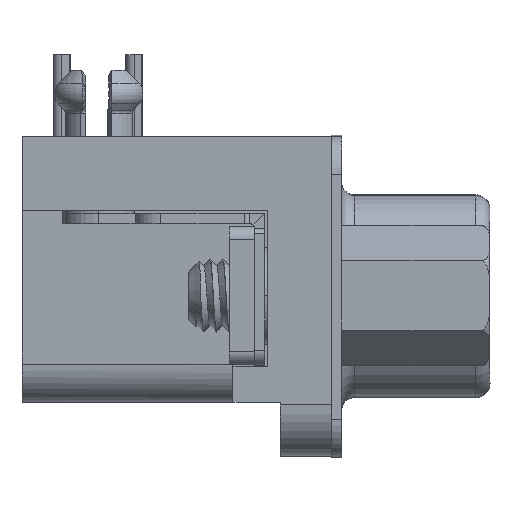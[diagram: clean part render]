
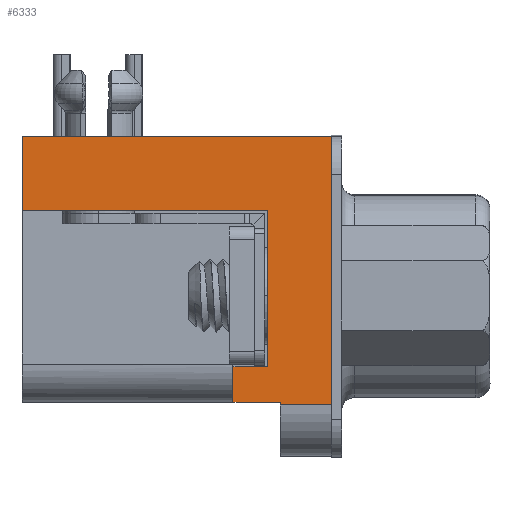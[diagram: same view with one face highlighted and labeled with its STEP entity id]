
A CAD part, left-side view. The second image highlights one B-rep face of the part: STEP entity #6333.
In plain terms, the highlighted planar face has unit normal (-1, 0, 0).
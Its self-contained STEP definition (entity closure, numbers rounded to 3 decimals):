
#275=DIRECTION('',(0.,0.,1.));
#276=VECTOR('',#275,6.1);
#277=CARTESIAN_POINT('',(-26.5,2.5,-9.));
#278=LINE('',#277,#276);
#279=DIRECTION('',(0.,1.,0.));
#280=VECTOR('',#279,9.6);
#281=CARTESIAN_POINT('',(-26.5,2.5,-2.9));
#282=LINE('',#281,#280);
#283=DIRECTION('',(0.,-1.,0.));
#284=VECTOR('',#283,12.1);
#285=CARTESIAN_POINT('',(-26.5,12.1,0.));
#286=LINE('',#285,#284);
#287=DIRECTION('',(0.,0.,-1.));
#288=VECTOR('',#287,10.5);
#289=CARTESIAN_POINT('',(-26.5,0.,0.));
#290=LINE('',#289,#288);
#291=DIRECTION('',(0.,1.,0.));
#292=VECTOR('',#291,1.85);
#293=CARTESIAN_POINT('',(-26.5,2.,-10.4));
#294=LINE('',#293,#292);
#295=DIRECTION('',(0.,0.,1.));
#296=VECTOR('',#295,1.4);
#297=CARTESIAN_POINT('',(-26.5,3.85,-10.4));
#298=LINE('',#297,#296);
#299=DIRECTION('',(0.,-1.,0.));
#300=VECTOR('',#299,1.35);
#301=CARTESIAN_POINT('',(-26.5,3.85,-9.));
#302=LINE('',#301,#300);
#367=DIRECTION('',(0.,0.,-1.));
#368=VECTOR('',#367,2.9);
#369=CARTESIAN_POINT('',(-26.5,12.1,0.));
#370=LINE('',#369,#368);
#4491=DIRECTION('',(0.,-1.,0.));
#4492=VECTOR('',#4491,2.);
#4493=CARTESIAN_POINT('',(-26.5,2.,-10.5));
#4494=LINE('',#4493,#4492);
#4499=DIRECTION('',(0.,0.,-1.));
#4500=VECTOR('',#4499,0.1);
#4501=CARTESIAN_POINT('',(-26.5,2.,-10.4));
#4502=LINE('',#4501,#4500);
#4543=CARTESIAN_POINT('',(-26.5,0.,-10.5));
#4544=VERTEX_POINT('',#4543);
#4545=CARTESIAN_POINT('',(-26.5,0.,0.));
#4546=VERTEX_POINT('',#4545);
#4605=CARTESIAN_POINT('',(-26.5,2.5,-9.));
#4606=CARTESIAN_POINT('',(-26.5,2.5,-2.9));
#4607=VERTEX_POINT('',#4605);
#4608=VERTEX_POINT('',#4606);
#4625=CARTESIAN_POINT('',(-26.5,12.1,-2.9));
#4626=VERTEX_POINT('',#4625);
#4627=CARTESIAN_POINT('',(-26.5,12.1,0.));
#4628=VERTEX_POINT('',#4627);
#4629=CARTESIAN_POINT('',(-26.5,2.,-10.5));
#4630=VERTEX_POINT('',#4629);
#4631=CARTESIAN_POINT('',(-26.5,2.,-10.4));
#4632=VERTEX_POINT('',#4631);
#4633=CARTESIAN_POINT('',(-26.5,3.85,-10.4));
#4634=VERTEX_POINT('',#4633);
#4635=CARTESIAN_POINT('',(-26.5,3.85,-9.));
#4636=VERTEX_POINT('',#4635);
#6309=CARTESIAN_POINT('',(-26.5,0.,-10.5));
#6310=DIRECTION('',(-1.,0.,0.));
#6311=DIRECTION('',(0.,0.,1.));
#6312=AXIS2_PLACEMENT_3D('',#6309,#6310,#6311);
#6313=PLANE('',#6312);
#6315=ORIENTED_EDGE('',*,*,#6314,.T.);
#6317=ORIENTED_EDGE('',*,*,#6316,.T.);
#6319=ORIENTED_EDGE('',*,*,#6318,.F.);
#6321=ORIENTED_EDGE('',*,*,#6320,.T.);
#6322=ORIENTED_EDGE('',*,*,#5975,.T.);
#6324=ORIENTED_EDGE('',*,*,#6323,.F.);
#6326=ORIENTED_EDGE('',*,*,#6325,.F.);
#6327=ORIENTED_EDGE('',*,*,#6280,.T.);
#6328=ORIENTED_EDGE('',*,*,#6299,.T.);
#6330=ORIENTED_EDGE('',*,*,#6329,.T.);
#6331=EDGE_LOOP('',(#6315,#6317,#6319,#6321,#6322,#6324,#6326,#6327,#6328,
#6330));
#6332=FACE_OUTER_BOUND('',#6331,.F.);
#5975=EDGE_CURVE('',#4546,#4544,#290,.T.);
#6280=EDGE_CURVE('',#4632,#4634,#294,.T.);
#6299=EDGE_CURVE('',#4634,#4636,#298,.T.);
#6314=EDGE_CURVE('',#4607,#4608,#278,.T.);
#6316=EDGE_CURVE('',#4608,#4626,#282,.T.);
#6318=EDGE_CURVE('',#4628,#4626,#370,.T.);
#6320=EDGE_CURVE('',#4628,#4546,#286,.T.);
#6323=EDGE_CURVE('',#4630,#4544,#4494,.T.);
#6325=EDGE_CURVE('',#4632,#4630,#4502,.T.);
#6329=EDGE_CURVE('',#4636,#4607,#302,.T.);
#6333=ADVANCED_FACE('',(#6332),#6313,.T.);
